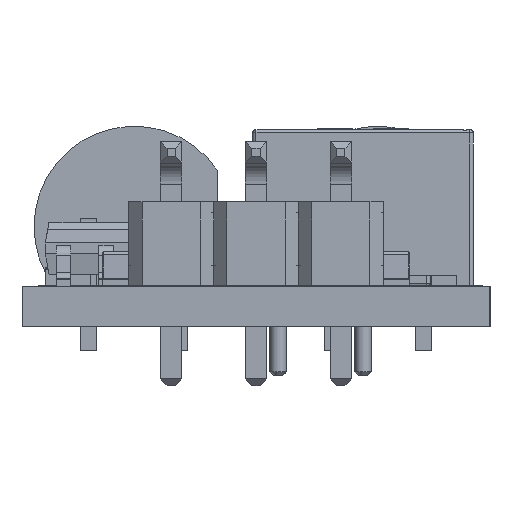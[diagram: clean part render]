
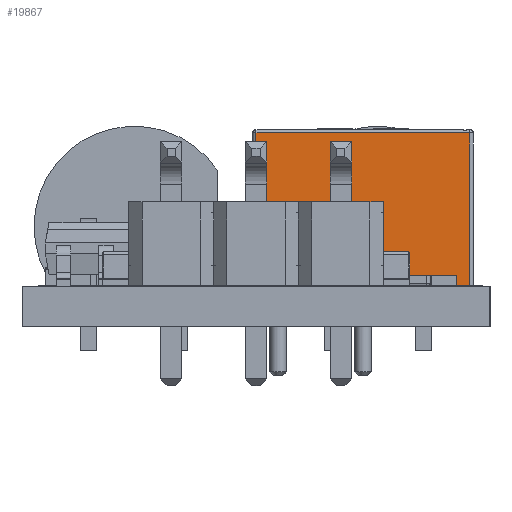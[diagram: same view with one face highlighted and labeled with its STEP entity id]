
A CAD part, left-side view. The second image highlights one B-rep face of the part: STEP entity #19867.
In plain terms, the highlighted planar face has unit normal (-1, 0, 0).
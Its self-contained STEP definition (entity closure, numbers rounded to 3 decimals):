
#826=PLANE('',#21325);
#1807=LINE('',#31634,#3985);
#1818=LINE('',#31659,#3996);
#1851=LINE('',#31722,#4029);
#1852=LINE('',#31725,#4030);
#1853=LINE('',#31727,#4031);
#1854=LINE('',#31728,#4032);
#1855=LINE('',#31730,#4033);
#1856=LINE('',#31731,#4034);
#3985=VECTOR('',#23067,1000.);
#3996=VECTOR('',#23082,1000.);
#4029=VECTOR('',#23135,1000.);
#4030=VECTOR('',#23138,1000.);
#4031=VECTOR('',#23139,1000.);
#4032=VECTOR('',#23140,1000.);
#4033=VECTOR('',#23141,1000.);
#4034=VECTOR('',#23142,1000.);
#6839=FACE_OUTER_BOUND('',#7925,.T.);
#7925=EDGE_LOOP('',(#14871,#14872,#14873,#14874,#14875,#14876,#14877,#14878));
#9568=VERTEX_POINT('',#31631);
#9569=VERTEX_POINT('',#31633);
#9580=VERTEX_POINT('',#31656);
#9581=VERTEX_POINT('',#31658);
#9601=VERTEX_POINT('',#31720);
#9602=VERTEX_POINT('',#31724);
#9603=VERTEX_POINT('',#31726);
#9604=VERTEX_POINT('',#31729);
#11623=EDGE_CURVE('',#9568,#9569,#1807,.T.);
#11635=EDGE_CURVE('',#9581,#9580,#1818,.T.);
#11668=EDGE_CURVE('',#9580,#9601,#1851,.T.);
#11669=EDGE_CURVE('',#9602,#9568,#1852,.T.);
#11670=EDGE_CURVE('',#9603,#9602,#1853,.T.);
#11671=EDGE_CURVE('',#9581,#9603,#1854,.T.);
#11672=EDGE_CURVE('',#9604,#9601,#1855,.T.);
#11673=EDGE_CURVE('',#9569,#9604,#1856,.T.);
#14871=ORIENTED_EDGE('',*,*,#11623,.F.);
#14872=ORIENTED_EDGE('',*,*,#11669,.F.);
#14873=ORIENTED_EDGE('',*,*,#11670,.F.);
#14874=ORIENTED_EDGE('',*,*,#11671,.F.);
#14875=ORIENTED_EDGE('',*,*,#11635,.T.);
#14876=ORIENTED_EDGE('',*,*,#11668,.T.);
#14877=ORIENTED_EDGE('',*,*,#11672,.F.);
#14878=ORIENTED_EDGE('',*,*,#11673,.F.);
#19867=ADVANCED_FACE('',(#6839),#826,.F.);
#21325=AXIS2_PLACEMENT_3D('',#31723,#23136,#23137);
#23067=DIRECTION('',(0.,0.,1.));
#23082=DIRECTION('',(0.,0.,1.));
#23135=DIRECTION('',(0.,-1.,0.));
#23136=DIRECTION('center_axis',(1.,0.,0.));
#23137=DIRECTION('ref_axis',(0.,0.,-1.));
#23138=DIRECTION('',(0.,1.,0.));
#23139=DIRECTION('',(0.,0.,-1.));
#23140=DIRECTION('',(0.,-1.,0.));
#23141=DIRECTION('',(0.,0.,-1.));
#23142=DIRECTION('',(0.,-1.,0.));
#31631=CARTESIAN_POINT('',(-3.3,4.27,-3.2));
#31633=CARTESIAN_POINT('',(-3.3,4.27,3.2));
#31634=CARTESIAN_POINT('',(-3.3,4.27,-3.3));
#31656=CARTESIAN_POINT('',(-3.3,0.,2.8));
#31658=CARTESIAN_POINT('',(-3.3,0.,-2.8));
#31659=CARTESIAN_POINT('',(-3.3,0.,3.3));
#31720=CARTESIAN_POINT('',(-3.3,-0.33,2.8));
#31722=CARTESIAN_POINT('',(-3.3,-0.33,2.8));
#31723=CARTESIAN_POINT('Origin',(-3.3,4.37,-3.3));
#31724=CARTESIAN_POINT('',(-3.3,-0.33,-3.2));
#31725=CARTESIAN_POINT('',(-3.3,4.37,-3.2));
#31726=CARTESIAN_POINT('',(-3.3,-0.33,-2.8));
#31727=CARTESIAN_POINT('',(-3.3,-0.33,-3.3));
#31728=CARTESIAN_POINT('',(-3.3,4.37,-2.8));
#31729=CARTESIAN_POINT('',(-3.3,-0.33,3.2));
#31730=CARTESIAN_POINT('',(-3.3,-0.33,-3.3));
#31731=CARTESIAN_POINT('',(-3.3,4.37,3.2));
